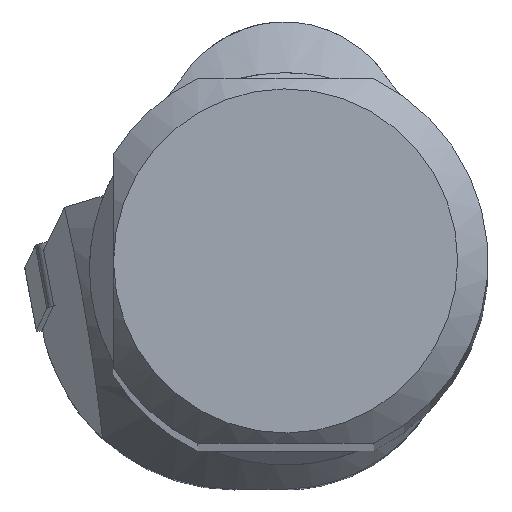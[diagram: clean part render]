
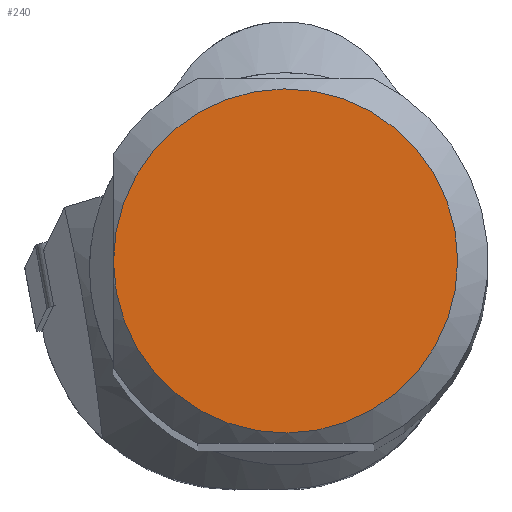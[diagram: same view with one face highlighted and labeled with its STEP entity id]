
A CAD part, top view. The second image highlights one B-rep face of the part: STEP entity #240.
In plain terms, the highlighted planar face has unit normal (0, 0, 1).
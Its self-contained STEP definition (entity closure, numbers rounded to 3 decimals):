
#177=FACE_OUTER_BOUND('',#502,.T.);
#240=ADVANCED_FACE('CU_SU_BP3',(#177),#289,.F.);
#289=PLANE('',#1367);
#502=EDGE_LOOP('',(#715));
#715=ORIENTED_EDGE('',*,*,#1088,.T.);
#959=VERTEX_POINT('',#2105);
#1088=EDGE_CURVE('',#959,#959,#1184,.T.);
#1184=CIRCLE('',#1355,8.491);
#1355=AXIS2_PLACEMENT_3D('',#2104,#1611,#1612);
#1367=AXIS2_PLACEMENT_3D('',#2210,#1641,#1642);
#1611=DIRECTION('',(0.,0.,1.));
#1612=DIRECTION('',(-0.983,-0.181,0.));
#1641=DIRECTION('',(0.,0.,-1.));
#1642=DIRECTION('',(-0.983,-0.181,0.));
#2104=CARTESIAN_POINT('',(0.,0.,
0.));
#2105=CARTESIAN_POINT('',(-8.35,-1.54,0.));
#2210=CARTESIAN_POINT('',(-9.991,0.,0.));
